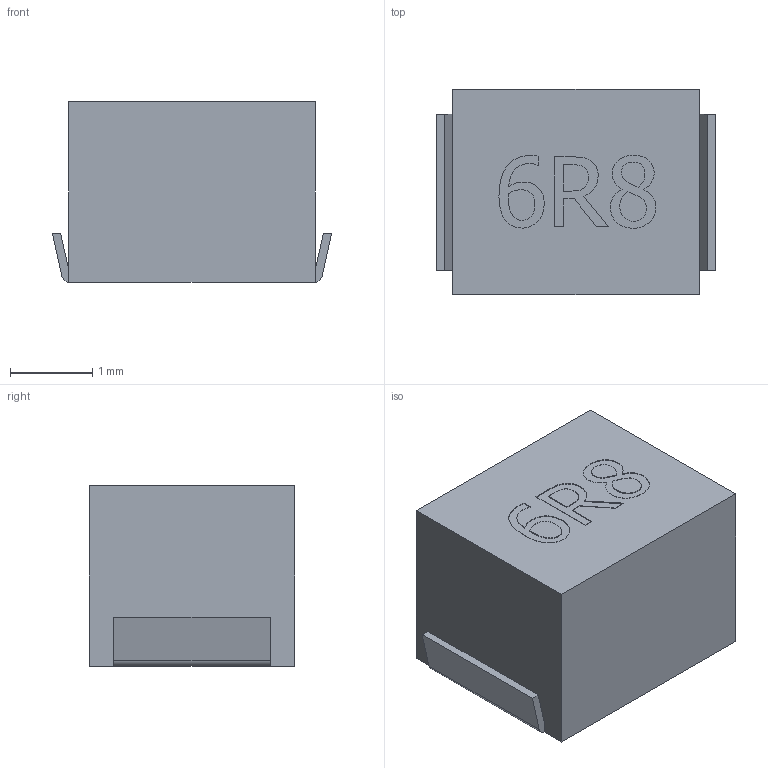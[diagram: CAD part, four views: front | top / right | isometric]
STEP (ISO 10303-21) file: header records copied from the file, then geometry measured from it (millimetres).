
FILE_DESCRIPTION(/* description */ (''),/* implementation_level */ '2;1');
FILE_NAME(/* name */ 'NLCV32-EF 1210_3225_metric.stp',/* time_stamp */ '2021-06-06T14:43:56+03:00',/* author */ ('Partokus'),/* organization */ (''),/* preprocessor_version */ 'ST-DEVELOPER v18.1',/* originating_system */ 'Autodesk Inventor 2021',/* authorisation */ '');
FILE_SCHEMA (('CONFIG_CONTROL_DESIGN'));
Length unit declared in the file: millimetre
Products named in the file (1): NLCV32-EF 1210 (3225 metric)
Bounding box: 3.4 x 2.5 x 2.2 mm (x, y, z)
Volume: 16.7 mm3; surface area: 43.6 mm2
Topology: 1 solids, 1 shells, 85 faces, 224 edges, 148 vertices
Faces by surface type: bspline 45, plane 38, cylinder 2
Entity records: 2981 total; most frequent: CARTESIAN_POINT 1043, ORIENTED_EDGE 448, EDGE_CURVE 224, DIRECTION 220, VERTEX_POINT 148, LINE 130, VECTOR 130, EDGE_LOOP 92
